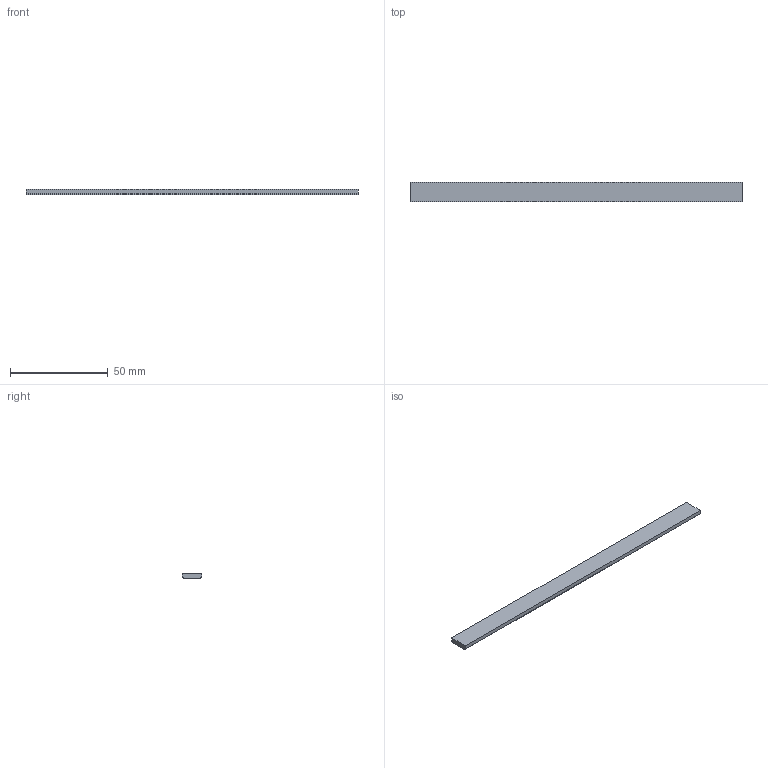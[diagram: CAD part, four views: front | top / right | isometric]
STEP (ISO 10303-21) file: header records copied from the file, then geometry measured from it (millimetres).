
FILE_DESCRIPTION((''),'2;1');
FILE_NAME('1371006-01-Z01','2023-08-09T10:46:28',('a75642'),(''),'CREO PARAMETRIC BY PTC INC, 2022162','CREO PARAMETRIC BY PTC INC, 2022162','');
FILE_SCHEMA(('AUTOMOTIVE_DESIGN { 1 0 10303 214 1 1 1 1 }'));
Length unit declared in the file: millimetre
Products named in the file (1): 1371006-01-Z01
Bounding box: 170 x 10 x 2.64 mm (x, y, z)
Volume: 4379.2 mm3; surface area: 4349.1 mm2
Topology: 1 solids, 1 shells, 10 faces, 93 edges, 88 vertices
Faces by surface type: plane 10
Entity records: 1104 total; most frequent: CARTESIAN_POINT 122, DIRECTION 115, PRESENTATION_STYLE_ASSIGNMENT 94, STYLED_ITEM 94, VECTOR 93, LINE 93, CURVE_STYLE 93, TRIMMED_CURVE 69
